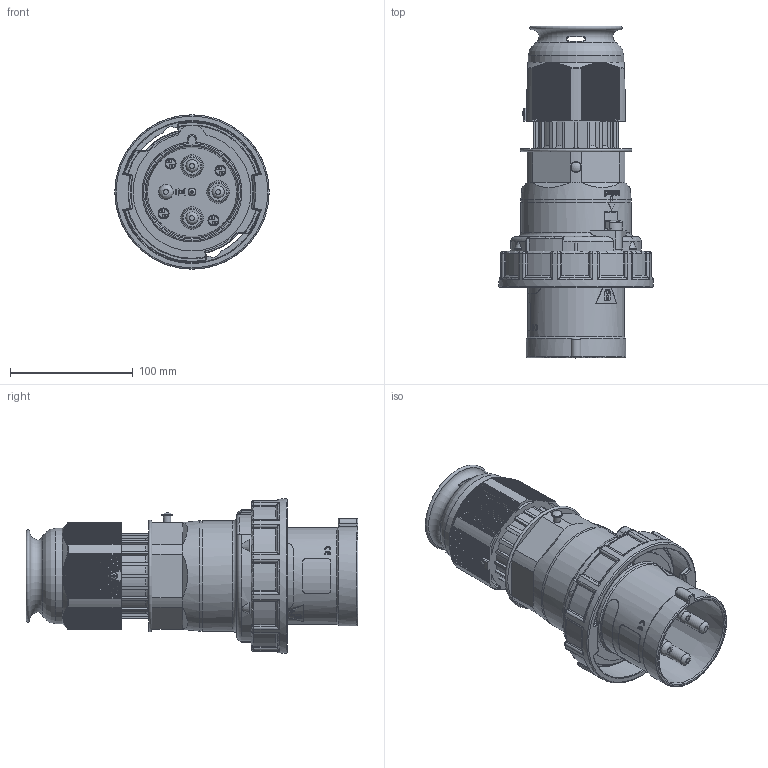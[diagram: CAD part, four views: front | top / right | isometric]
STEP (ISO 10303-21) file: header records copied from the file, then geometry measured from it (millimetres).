
FILE_DESCRIPTION(/* description */ (''),/* implementation_level */ '2;1');
FILE_NAME(/* name */ '2195.stp',/* time_stamp */ '2023-09-04T10:58:40+02:00',/* author */ ('massmann'),/* organization */ (''),/* preprocessor_version */ 'ST-DEVELOPER v17',/* originating_system */ 'Autodesk Inventor 2018',/* authorisation */ '');
FILE_SCHEMA (('AUTOMOTIVE_DESIGN { 1 0 10303 214 3 1 1 }'));
Products named in the file (1): 2195
Bounding box: 125.5 x 270.05 x 125.5 mm (x, y, z)
Volume: 1205900.9 mm3; surface area: 162959.7 mm2
Topology: 1 solids, 1 shells, 1796 faces, 4871 edges, 3072 vertices
Faces by surface type: plane 806, bspline 374, cylinder 341, torus 167, sphere 60, cone 48
Full cylindrical faces by diameter (mm): 0.316 x1, 0.507 x1, 5.6 x1, 6 x3, 9 x5, 10 x3, 12 x1, 50 x1, 72.5 x1, 77.5 x1, 78.8 x1, 79 x1, 81.1 x1, 90 x1, 115.5 x1, 125.5 x1
Entity records: 74803 total; most frequent: CARTESIAN_POINT 31692, ORIENTED_EDGE 9608, DIRECTION 7256, EDGE_CURVE 4804, VERTEX_POINT 3072, AXIS2_PLACEMENT_3D 2619, LINE 2018, VECTOR 2018
